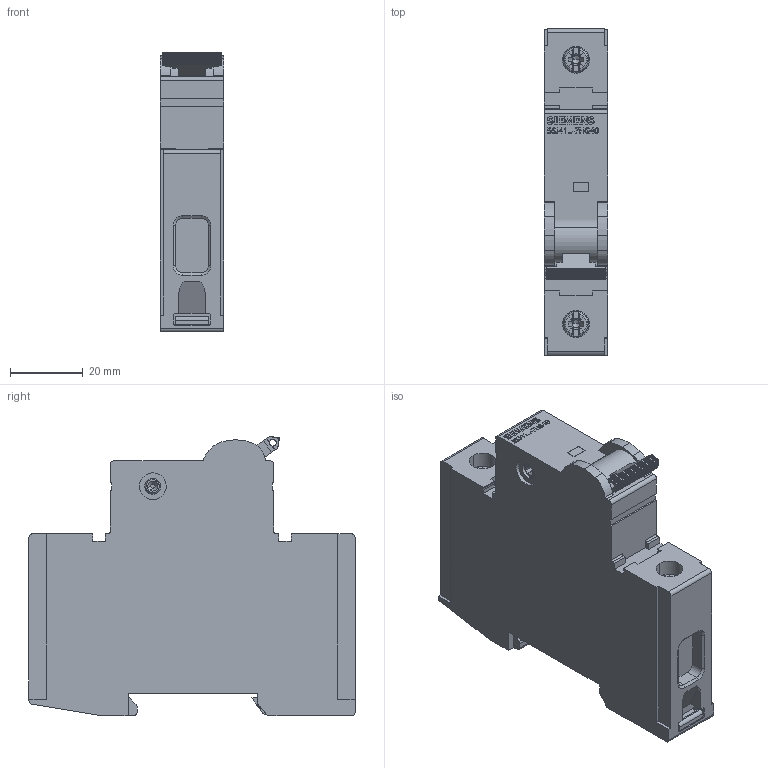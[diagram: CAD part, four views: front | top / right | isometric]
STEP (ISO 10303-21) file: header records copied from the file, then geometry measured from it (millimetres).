
FILE_DESCRIPTION(('STEP AP214'),'1');
FILE_NAME('cctmp_E0BAA1F9-C1B3-4646-B940-5D05D1F7321F_2023_07_22_08_22_05_0393..stp','2023-07-22T06:22:06',('SIEMENS A&D'),('CADClick - www.CADClick.com'),'Spatial InterOp 3D postprocessed',' ','unknown authorization');
FILE_SCHEMA(('AUTOMOTIVE_DESIGN'));
Length unit declared in the file: millimetre
Products named in the file (3): cc_unnamed; 2023_07_22_08_22_05_0369; 2023_07_22_08_22_05_0365
Assembly tree (2 placements, depth 2):
  cc_unnamed
    2023_07_22_08_22_05_0369
    2023_07_22_08_22_05_0365
Bounding box: 17.6 x 89.8 x 76.99 mm (x, y, z)
Volume: 89595.5 mm3; surface area: 19596.9 mm2
Topology: 2 solids, 4 shells, 629 faces, 1721 edges, 1118 vertices
Faces by surface type: plane 384, cylinder 120, cone 40, bspline 40, extrusion 32, torus 13
Entity records: 24085 total; most frequent: CARTESIAN_POINT 6766, ORIENTED_EDGE 3402, DIRECTION 2837, EDGE_CURVE 1701, VERTEX_POINT 1118, VECTOR 1019, LINE 987, AXIS2_PLACEMENT_3D 909
